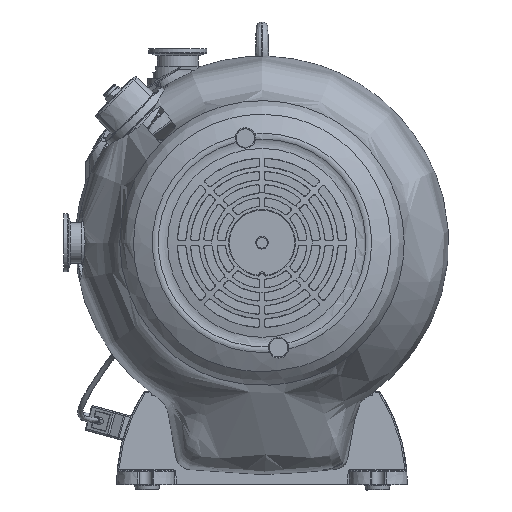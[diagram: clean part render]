
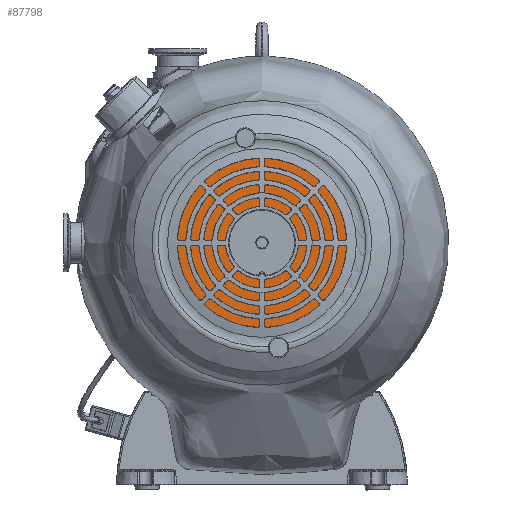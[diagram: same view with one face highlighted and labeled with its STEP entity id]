
A CAD part, front view. The second image highlights one B-rep face of the part: STEP entity #87798.
In plain terms, the highlighted planar face has unit normal (0, -1, 0).
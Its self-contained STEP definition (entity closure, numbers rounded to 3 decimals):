
#10405=CIRCLE('',#94561,3.285);
#10406=CIRCLE('',#94562,3.285);
#10407=CIRCLE('',#94563,3.285);
#10408=CIRCLE('',#94564,3.285);
#17358=FACE_OUTER_BOUND('',#22879,.T.);
#22879=EDGE_LOOP('',(#76800,#76801,#76802,#76803,#76804,#76805,#76806,#76807,
#76808,#76809,#76810,#76811,#76812,#76813,#76814,#76815));
#27676=LINE('',#218672,#32196);
#27677=LINE('',#218674,#32197);
#27678=LINE('',#218678,#32198);
#27679=LINE('',#218680,#32199);
#27680=LINE('',#218682,#32200);
#27681=LINE('',#218686,#32201);
#27682=LINE('',#218688,#32202);
#27683=LINE('',#218690,#32203);
#27684=LINE('',#218694,#32204);
#27685=LINE('',#218696,#32205);
#27686=LINE('',#218698,#32206);
#27687=LINE('',#218701,#32207);
#32196=VECTOR('',#110950,10.);
#32197=VECTOR('',#110951,10.);
#32198=VECTOR('',#110954,10.);
#32199=VECTOR('',#110955,10.);
#32200=VECTOR('',#110956,10.);
#32201=VECTOR('',#110959,10.);
#32202=VECTOR('',#110960,10.);
#32203=VECTOR('',#110961,10.);
#32204=VECTOR('',#110964,10.);
#32205=VECTOR('',#110965,10.);
#32206=VECTOR('',#110966,10.);
#32207=VECTOR('',#110969,10.);
#39866=VERTEX_POINT('',#218670);
#39867=VERTEX_POINT('',#218671);
#39868=VERTEX_POINT('',#218673);
#39869=VERTEX_POINT('',#218675);
#39870=VERTEX_POINT('',#218677);
#39871=VERTEX_POINT('',#218679);
#39872=VERTEX_POINT('',#218681);
#39873=VERTEX_POINT('',#218683);
#39874=VERTEX_POINT('',#218685);
#39875=VERTEX_POINT('',#218687);
#39876=VERTEX_POINT('',#218689);
#39877=VERTEX_POINT('',#218691);
#39878=VERTEX_POINT('',#218693);
#39879=VERTEX_POINT('',#218695);
#39880=VERTEX_POINT('',#218697);
#39881=VERTEX_POINT('',#218699);
#52506=EDGE_CURVE('',#39866,#39867,#27676,.T.);
#52507=EDGE_CURVE('',#39867,#39868,#27677,.T.);
#52508=EDGE_CURVE('',#39868,#39869,#10405,.T.);
#52509=EDGE_CURVE('',#39869,#39870,#27678,.T.);
#52510=EDGE_CURVE('',#39870,#39871,#27679,.T.);
#52511=EDGE_CURVE('',#39871,#39872,#27680,.T.);
#52512=EDGE_CURVE('',#39872,#39873,#10406,.T.);
#52513=EDGE_CURVE('',#39873,#39874,#27681,.T.);
#52514=EDGE_CURVE('',#39874,#39875,#27682,.T.);
#52515=EDGE_CURVE('',#39875,#39876,#27683,.T.);
#52516=EDGE_CURVE('',#39876,#39877,#10407,.T.);
#52517=EDGE_CURVE('',#39877,#39878,#27684,.T.);
#52518=EDGE_CURVE('',#39878,#39879,#27685,.T.);
#52519=EDGE_CURVE('',#39879,#39880,#27686,.T.);
#52520=EDGE_CURVE('',#39880,#39881,#10408,.T.);
#52521=EDGE_CURVE('',#39881,#39866,#27687,.T.);
#76800=ORIENTED_EDGE('',*,*,#52506,.T.);
#76801=ORIENTED_EDGE('',*,*,#52507,.T.);
#76802=ORIENTED_EDGE('',*,*,#52508,.T.);
#76803=ORIENTED_EDGE('',*,*,#52509,.T.);
#76804=ORIENTED_EDGE('',*,*,#52510,.T.);
#76805=ORIENTED_EDGE('',*,*,#52511,.T.);
#76806=ORIENTED_EDGE('',*,*,#52512,.T.);
#76807=ORIENTED_EDGE('',*,*,#52513,.T.);
#76808=ORIENTED_EDGE('',*,*,#52514,.T.);
#76809=ORIENTED_EDGE('',*,*,#52515,.T.);
#76810=ORIENTED_EDGE('',*,*,#52516,.T.);
#76811=ORIENTED_EDGE('',*,*,#52517,.T.);
#76812=ORIENTED_EDGE('',*,*,#52518,.T.);
#76813=ORIENTED_EDGE('',*,*,#52519,.T.);
#76814=ORIENTED_EDGE('',*,*,#52520,.T.);
#76815=ORIENTED_EDGE('',*,*,#52521,.T.);
#83147=PLANE('',#94560);
#87798=ADVANCED_FACE('',(#17358),#83147,.F.);
#94560=AXIS2_PLACEMENT_3D('',#218669,#110948,#110949);
#94561=AXIS2_PLACEMENT_3D('',#218676,#110952,#110953);
#94562=AXIS2_PLACEMENT_3D('',#218684,#110957,#110958);
#94563=AXIS2_PLACEMENT_3D('',#218692,#110962,#110963);
#94564=AXIS2_PLACEMENT_3D('',#218700,#110967,#110968);
#110948=DIRECTION('center_axis',(0.,1.,0.));
#110949=DIRECTION('ref_axis',(0.,0.,1.));
#110950=DIRECTION('',(0.,0.,1.));
#110951=DIRECTION('',(-1.,0.,0.));
#110952=DIRECTION('center_axis',(0.,1.,0.));
#110953=DIRECTION('ref_axis',(0.,0.,
1.));
#110954=DIRECTION('',(0.,0.,1.));
#110955=DIRECTION('',(-1.,0.,0.));
#110956=DIRECTION('',(0.,0.,-1.));
#110957=DIRECTION('center_axis',(0.,1.,0.));
#110958=DIRECTION('ref_axis',(0.,0.,
1.));
#110959=DIRECTION('',(-1.,0.,0.));
#110960=DIRECTION('',(0.,0.,-1.));
#110961=DIRECTION('',(1.,0.,0.));
#110962=DIRECTION('center_axis',(0.,1.,0.));
#110963=DIRECTION('ref_axis',(0.,0.,
-1.));
#110964=DIRECTION('',(0.,0.,-1.));
#110965=DIRECTION('',(1.,0.,0.));
#110966=DIRECTION('',(0.,0.,1.));
#110967=DIRECTION('center_axis',(0.,1.,0.));
#110968=DIRECTION('ref_axis',(0.,0.,
-1.));
#110969=DIRECTION('',(1.,0.,0.));
#218669=CARTESIAN_POINT('Origin',(0.,-120.15,0.));
#218670=CARTESIAN_POINT('',(60.374,-120.15,-51.615));
#218671=CARTESIAN_POINT('',(60.374,-120.15,51.615));
#218672=CARTESIAN_POINT('',(60.374,-120.15,29.75));
#218673=CARTESIAN_POINT('',(55.59,-120.15,51.615));
#218674=CARTESIAN_POINT('',(26.2,-120.15,51.615));
#218675=CARTESIAN_POINT('',(51.615,-120.15,55.59));
#218676=CARTESIAN_POINT('Origin',(52.4,-120.15,52.4));
#218677=CARTESIAN_POINT('',(51.615,-120.15,60.374));
#218678=CARTESIAN_POINT('',(51.615,-120.15,26.2));
#218679=CARTESIAN_POINT('',(-51.615,-120.15,60.374));
#218680=CARTESIAN_POINT('',(-29.75,-120.15,60.374));
#218681=CARTESIAN_POINT('',(-51.615,-120.15,55.59));
#218682=CARTESIAN_POINT('',(-51.615,-120.15,26.2));
#218683=CARTESIAN_POINT('',(-55.59,-120.15,51.615));
#218684=CARTESIAN_POINT('Origin',(-52.4,-120.15,52.4));
#218685=CARTESIAN_POINT('',(-60.374,-120.15,51.615));
#218686=CARTESIAN_POINT('',(-26.2,-120.15,51.615));
#218687=CARTESIAN_POINT('',(-60.374,-120.15,-51.615));
#218688=CARTESIAN_POINT('',(-60.374,-120.15,-29.75));
#218689=CARTESIAN_POINT('',(-55.59,-120.15,-51.615));
#218690=CARTESIAN_POINT('',(-26.2,-120.15,-51.615));
#218691=CARTESIAN_POINT('',(-51.615,-120.15,-55.59));
#218692=CARTESIAN_POINT('Origin',(-52.4,-120.15,-52.4));
#218693=CARTESIAN_POINT('',(-51.615,-120.15,-60.374));
#218694=CARTESIAN_POINT('',(-51.615,-120.15,-26.2));
#218695=CARTESIAN_POINT('',(51.615,-120.15,-60.374));
#218696=CARTESIAN_POINT('',(29.75,-120.15,-60.374));
#218697=CARTESIAN_POINT('',(51.615,-120.15,-55.59));
#218698=CARTESIAN_POINT('',(51.615,-120.15,-26.2));
#218699=CARTESIAN_POINT('',(55.59,-120.15,-51.615));
#218700=CARTESIAN_POINT('Origin',(52.4,-120.15,-52.4));
#218701=CARTESIAN_POINT('',(26.2,-120.15,-51.615));
